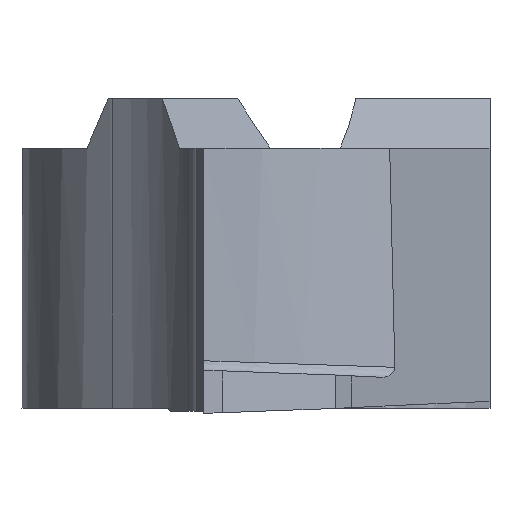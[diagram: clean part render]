
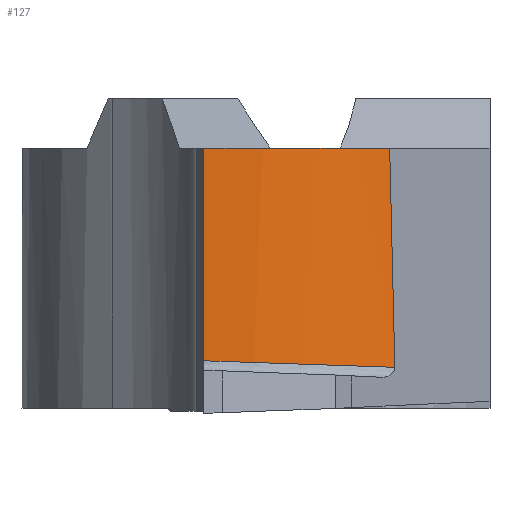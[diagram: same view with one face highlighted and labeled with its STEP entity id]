
A CAD part, left-side view. The second image highlights one B-rep face of the part: STEP entity #127.
In plain terms, the highlighted free-form (B-spline) face has degree [1, 3] with [2, 4] control points.
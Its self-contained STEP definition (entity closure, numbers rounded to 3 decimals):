
#44=(
BOUNDED_SURFACE()
B_SPLINE_SURFACE(1,3,((#1329,#1330,#1331,#1332),(#1333,#1334,#1335,#1336)),
 .UNSPECIFIED.,.F.,.F.,.F.)
B_SPLINE_SURFACE_WITH_KNOTS((2,2),(4,4),(0.,1.),(0.,1.),.UNSPECIFIED.)
GEOMETRIC_REPRESENTATION_ITEM()
RATIONAL_B_SPLINE_SURFACE(((1.,0.972,0.972,1.),
(1.,0.972,0.972,1.)))
REPRESENTATION_ITEM('')
SURFACE()
);
#83=CIRCLE('',#824,6.7);
#127=ADVANCED_FACE('',(#189),#44,.F.);
#189=FACE_OUTER_BOUND('',#231,.T.);
#231=EDGE_LOOP('',(#403,#404,#405,#406));
#403=ORIENTED_EDGE('',*,*,#604,.T.);
#404=ORIENTED_EDGE('',*,*,#608,.F.);
#405=ORIENTED_EDGE('',*,*,#552,.T.);
#406=ORIENTED_EDGE('',*,*,#543,.F.);
#467=VERTEX_POINT('',#1078);
#468=VERTEX_POINT('',#1089);
#476=VERTEX_POINT('',#1125);
#510=VERTEX_POINT('',#1300);
#543=EDGE_CURVE('',#467,#468,#726,.T.);
#552=EDGE_CURVE('',#476,#468,#728,.T.);
#604=EDGE_CURVE('',#467,#510,#660,.T.);
#608=EDGE_CURVE('',#476,#510,#83,.T.);
#660=LINE('',#1301,#703);
#703=VECTOR('',#962,1.);
#726=B_SPLINE_CURVE_WITH_KNOTS('',3,(#1079,#1080,#1081,#1082,#1083,#1084,
#1085,#1086,#1087,#1088),.UNSPECIFIED.,.F.,.F.,(4,3,3,4),(0.,0.266,
0.531,1.),.UNSPECIFIED.);
#728=B_SPLINE_CURVE_WITH_KNOTS('',3,(#1113,#1114,#1115,#1116,#1117,#1118,
#1119,#1120,#1121,#1122,#1123,#1124),.UNSPECIFIED.,.F.,.F.,(4,2,2,2,2,4),
(0.,0.199,0.397,0.596,0.798,
1.),.UNSPECIFIED.);
#824=AXIS2_PLACEMENT_3D('',#1328,#968,#969);
#962=DIRECTION('',(0.,0.,-1.));
#968=DIRECTION('',(0.,0.034,-0.999));
#969=DIRECTION('',(0.,0.999,0.034));
#1078=CARTESIAN_POINT('',(-7.4,1.,-0.1));
#1079=CARTESIAN_POINT('',(-7.4,1.,-0.1));
#1080=CARTESIAN_POINT('',(-7.408,0.669,-0.1));
#1081=CARTESIAN_POINT('',(-7.391,0.336,-0.1));
#1082=CARTESIAN_POINT('',(-7.35,0.007,-0.1));
#1083=CARTESIAN_POINT('',(-7.309,-0.321,-0.1));
#1084=CARTESIAN_POINT('',(-7.243,-0.648,-0.1));
#1085=CARTESIAN_POINT('',(-7.154,-0.967,-0.1));
#1086=CARTESIAN_POINT('',(-6.997,-1.527,-0.1));
#1087=CARTESIAN_POINT('',(-6.765,-2.071,-0.1));
#1088=CARTESIAN_POINT('',(-6.47,-2.572,-0.1));
#1089=CARTESIAN_POINT('',(-6.47,-2.572,-0.1));
#1113=CARTESIAN_POINT('',(-6.317,-2.671,-4.315));
#1114=CARTESIAN_POINT('',(-6.328,-2.664,-4.036));
#1115=CARTESIAN_POINT('',(-6.338,-2.657,-3.757));
#1116=CARTESIAN_POINT('',(-6.359,-2.643,-3.199));
#1117=CARTESIAN_POINT('',(-6.369,-2.637,-2.92));
#1118=CARTESIAN_POINT('',(-6.39,-2.623,-2.362));
#1119=CARTESIAN_POINT('',(-6.4,-2.617,-2.083));
#1120=CARTESIAN_POINT('',(-6.42,-2.604,-1.52));
#1121=CARTESIAN_POINT('',(-6.43,-2.597,-1.236));
#1122=CARTESIAN_POINT('',(-6.45,-2.584,-0.668));
#1123=CARTESIAN_POINT('',(-6.46,-2.578,-0.384));
#1124=CARTESIAN_POINT('',(-6.47,-2.572,-0.1));
#1125=CARTESIAN_POINT('',(-6.317,-2.671,-4.315));
#1300=CARTESIAN_POINT('',(-7.4,1.,-4.19));
#1301=CARTESIAN_POINT('',(-7.4,1.,-4.19));
#1328=CARTESIAN_POINT('',(-0.7,0.98,-4.19));
#1329=CARTESIAN_POINT('',(-6.383,-2.714,-0.08));
#1330=CARTESIAN_POINT('',(-7.084,-1.594,-0.041));
#1331=CARTESIAN_POINT('',(-7.432,-0.32,0.002));
#1332=CARTESIAN_POINT('',(-7.4,1.,0.047));
#1333=CARTESIAN_POINT('',(-6.304,-2.69,-4.315));
#1334=CARTESIAN_POINT('',(-7.028,-1.586,-4.278));
#1335=CARTESIAN_POINT('',(-7.404,-0.32,-4.234));
#1336=CARTESIAN_POINT('',(-7.4,1.,-4.19));
